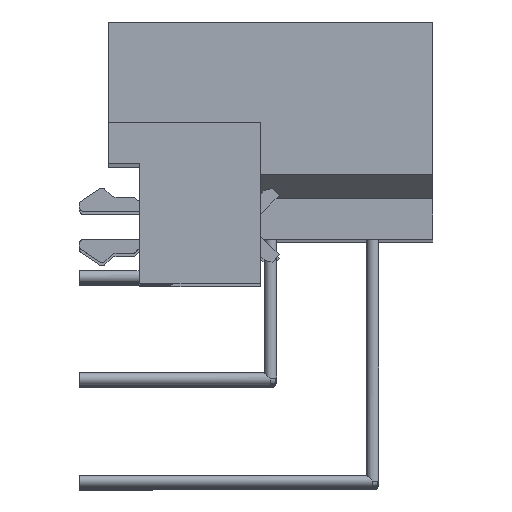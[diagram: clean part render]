
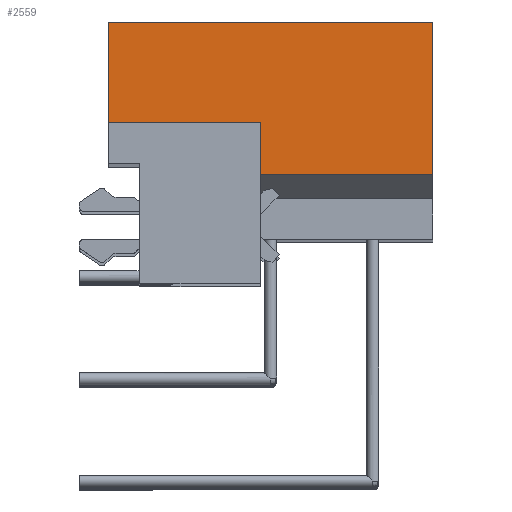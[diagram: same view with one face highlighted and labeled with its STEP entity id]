
A CAD part, top view. The second image highlights one B-rep face of the part: STEP entity #2559.
In plain terms, the highlighted planar face has unit normal (0, 0, 1).
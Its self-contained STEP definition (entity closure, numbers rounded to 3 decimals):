
#1029=LINE('',#11940,#1329);
#1031=LINE('',#11944,#1331);
#1032=LINE('',#11947,#1332);
#1033=LINE('',#11949,#1333);
#1034=LINE('',#11951,#1334);
#1035=LINE('',#11952,#1335);
#1329=VECTOR('',#9442,1.);
#1331=VECTOR('',#9446,1.);
#1332=VECTOR('',#9447,1.);
#1333=VECTOR('',#9448,1.);
#1334=VECTOR('',#9449,1.);
#1335=VECTOR('',#9450,1.);
#2559=ADVANCED_FACE('',(#3048),#2792,.T.);
#2792=PLANE('',#7854);
#3048=FACE_OUTER_BOUND('',#3670,.T.);
#3670=EDGE_LOOP('',(#4819,#4820,#4821,#4822,#4823,#4824));
#4819=ORIENTED_EDGE('',*,*,#6459,.T.);
#4820=ORIENTED_EDGE('',*,*,#6460,.T.);
#4821=ORIENTED_EDGE('',*,*,#6461,.T.);
#4822=ORIENTED_EDGE('',*,*,#6462,.F.);
#4823=ORIENTED_EDGE('',*,*,#6457,.F.);
#4824=ORIENTED_EDGE('',*,*,#6463,.F.);
#5774=VERTEX_POINT('',#11939);
#5775=VERTEX_POINT('',#11941);
#5776=VERTEX_POINT('',#11945);
#5777=VERTEX_POINT('',#11946);
#5778=VERTEX_POINT('',#11948);
#5779=VERTEX_POINT('',#11950);
#6457=EDGE_CURVE('',#5774,#5775,#1029,.T.);
#6459=EDGE_CURVE('',#5776,#5777,#1031,.T.);
#6460=EDGE_CURVE('',#5777,#5778,#1032,.T.);
#6461=EDGE_CURVE('',#5778,#5779,#1033,.T.);
#6462=EDGE_CURVE('',#5775,#5779,#1034,.T.);
#6463=EDGE_CURVE('',#5776,#5774,#1035,.T.);
#7854=AXIS2_PLACEMENT_3D('',#11953,#9451,#9452);
#9442=DIRECTION('',(1.,0.,0.));
#9446=DIRECTION('',(1.,0.,0.));
#9447=DIRECTION('',(0.,-1.,0.));
#9448=DIRECTION('',(1.,0.,0.));
#9449=DIRECTION('',(0.,-1.,0.));
#9450=DIRECTION('',(0.,1.,0.));
#9451=DIRECTION('',(0.,0.,1.));
#9452=DIRECTION('',(1.,0.,0.));
#11939=CARTESIAN_POINT('',(-1.55,10.8,87.5));
#11940=CARTESIAN_POINT('',(-1.55,10.8,87.5));
#11941=CARTESIAN_POINT('',(14.55,10.8,87.5));
#11944=CARTESIAN_POINT('',(-1.55,5.8,87.5));
#11945=CARTESIAN_POINT('',(-1.55,5.8,87.5));
#11946=CARTESIAN_POINT('',(6.,5.8,87.5));
#11947=CARTESIAN_POINT('',(6.,5.8,87.5));
#11948=CARTESIAN_POINT('',(6.,3.24,87.5));
#11949=CARTESIAN_POINT('',(6.,3.24,87.5));
#11950=CARTESIAN_POINT('',(14.55,3.24,87.5));
#11951=CARTESIAN_POINT('',(14.55,10.8,87.5));
#11952=CARTESIAN_POINT('',(-1.55,5.8,87.5));
#11953=CARTESIAN_POINT('',(-2.355,2.862,87.5));
